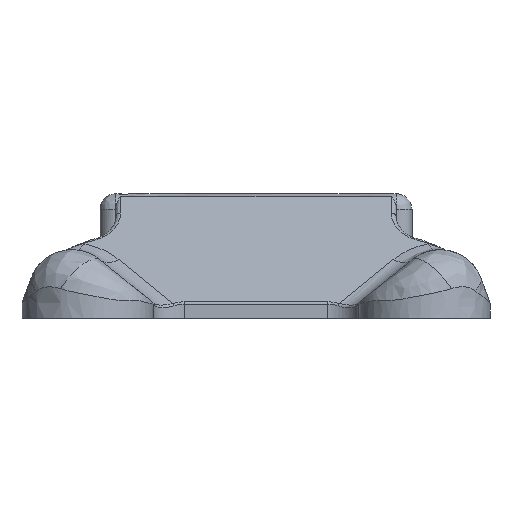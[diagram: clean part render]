
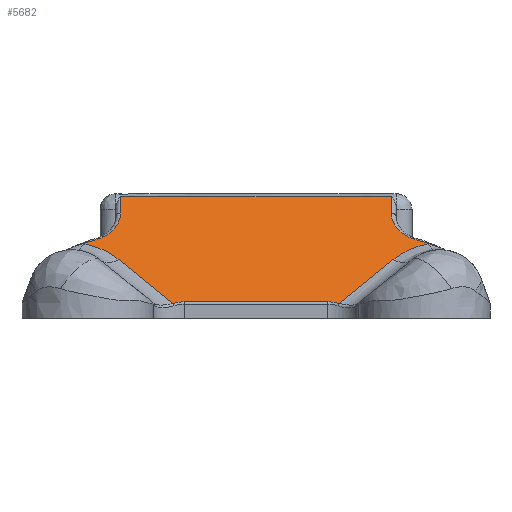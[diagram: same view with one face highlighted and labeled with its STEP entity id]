
A CAD part, front view. The second image highlights one B-rep face of the part: STEP entity #5682.
In plain terms, the highlighted free-form (B-spline) face has degree [1, 1] with [2, 2] control points.
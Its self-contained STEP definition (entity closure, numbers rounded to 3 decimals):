
#3096=CARTESIAN_POINT('',(21.936,-19.159,9.384));
#3097=VERTEX_POINT('',#3096);
#3128=CARTESIAN_POINT('',(27.757,-15.89,11.93));
#3129=VERTEX_POINT('',#3128);
#3143=CARTESIAN_POINT('',(21.936,-19.159,9.384));
#3144=CARTESIAN_POINT('',(24.497,-16.498,11.456));
#3145=CARTESIAN_POINT('',(27.757,-15.89,11.93));
#3153=(BOUNDED_CURVE()B_SPLINE_CURVE(2,(#3143,#3144,#3145),.UNSPECIFIED.,.F.,.U.)CURVE()GEOMETRIC_REPRESENTATION_ITEM()QUASI_UNIFORM_CURVE()RATIONAL_B_SPLINE_CURVE((1.0,0.964,1.0))REPRESENTATION_ITEM(''));
#3154=EDGE_CURVE('',#3097,#3129,#3153,.T.);
#3173=CARTESIAN_POINT('',(13.316,-28.115,2.41));
#3174=VERTEX_POINT('',#3173);
#3175=CARTESIAN_POINT('',(13.316,-28.115,2.41));
#3176=CARTESIAN_POINT('',(21.936,-19.159,9.384));
#3177=QUASI_UNIFORM_CURVE('',1,(#3175,#3176),.UNSPECIFIED.,.F.,.U.);
#3178=EDGE_CURVE('',#3174,#3097,#3177,.T.);
#3245=CARTESIAN_POINT('',(-21.936,-19.159,9.384));
#3246=VERTEX_POINT('',#3245);
#3260=CARTESIAN_POINT('',(-27.757,-15.89,11.93));
#3261=VERTEX_POINT('',#3260);
#3262=CARTESIAN_POINT('',(-27.757,-15.89,11.93));
#3263=CARTESIAN_POINT('',(-24.497,-16.498,11.456));
#3264=CARTESIAN_POINT('',(-21.936,-19.159,9.384));
#3272=(BOUNDED_CURVE()B_SPLINE_CURVE(2,(#3262,#3263,#3264),.UNSPECIFIED.,.F.,.U.)CURVE()GEOMETRIC_REPRESENTATION_ITEM()QUASI_UNIFORM_CURVE()RATIONAL_B_SPLINE_CURVE((1.0,0.964,1.0))REPRESENTATION_ITEM(''));
#3273=EDGE_CURVE('',#3261,#3246,#3272,.T.);
#3327=CARTESIAN_POINT('',(-13.316,-28.115,2.41));
#3328=VERTEX_POINT('',#3327);
#3356=CARTESIAN_POINT('',(-21.936,-19.159,9.384));
#3357=CARTESIAN_POINT('',(-13.316,-28.115,2.41));
#3358=QUASI_UNIFORM_CURVE('',1,(#3356,#3357),.UNSPECIFIED.,.F.,.U.);
#3359=EDGE_CURVE('',#3246,#3328,#3358,.T.);
#5557=CARTESIAN_POINT('',(30.53,-29.21,1.558));
#5558=CARTESIAN_POINT('',(30.53,-5.109,20.325));
#5559=CARTESIAN_POINT('',(-30.53,-29.21,1.558));
#5560=CARTESIAN_POINT('',(-30.53,-5.109,20.325));
#5561=B_SPLINE_SURFACE_WITH_KNOTS('',1,1,((#5557,#5559),(#5558,#5560)),.UNSPECIFIED.,.F.,.F.,.U.,(2,2),(2,2),(0.0,30.546),(0.0,61.059),.UNSPECIFIED.);
#5562=ORIENTED_EDGE('',*,*,#3359,.T.);
#5563=CARTESIAN_POINT('',(-11.5,-27.807,2.65));
#5564=VERTEX_POINT('',#5563);
#5565=CARTESIAN_POINT('',(-13.316,-28.115,2.41));
#5566=CARTESIAN_POINT('',(-12.434,-27.807,2.65));
#5567=CARTESIAN_POINT('',(-11.5,-27.807,2.65));
#5575=(BOUNDED_CURVE()B_SPLINE_CURVE(2,(#5565,#5566,#5567),.UNSPECIFIED.,.F.,.U.)CURVE()GEOMETRIC_REPRESENTATION_ITEM()QUASI_UNIFORM_CURVE()RATIONAL_B_SPLINE_CURVE((1.0,0.986,1.0))REPRESENTATION_ITEM(''));
#5576=EDGE_CURVE('',#3328,#5564,#5575,.T.);
#5577=ORIENTED_EDGE('',*,*,#5576,.T.);
#5578=CARTESIAN_POINT('',(11.5,-27.807,2.65));
#5579=VERTEX_POINT('',#5578);
#5580=CARTESIAN_POINT('',(-11.5,-27.807,2.65));
#5581=CARTESIAN_POINT('',(11.5,-27.807,2.65));
#5582=QUASI_UNIFORM_CURVE('',1,(#5580,#5581),.UNSPECIFIED.,.F.,.U.);
#5583=EDGE_CURVE('',#5564,#5579,#5582,.T.);
#5584=ORIENTED_EDGE('',*,*,#5583,.T.);
#5585=CARTESIAN_POINT('',(11.5,-27.807,2.65));
#5586=CARTESIAN_POINT('',(12.434,-27.807,2.65));
#5587=CARTESIAN_POINT('',(13.316,-28.115,2.41));
#5595=(BOUNDED_CURVE()B_SPLINE_CURVE(2,(#5585,#5586,#5587),.UNSPECIFIED.,.F.,.U.)CURVE()GEOMETRIC_REPRESENTATION_ITEM()QUASI_UNIFORM_CURVE()RATIONAL_B_SPLINE_CURVE((1.0,0.986,1.0))REPRESENTATION_ITEM(''));
#5596=EDGE_CURVE('',#5579,#3174,#5595,.T.);
#5597=ORIENTED_EDGE('',*,*,#5596,.T.);
#5598=ORIENTED_EDGE('',*,*,#3178,.T.);
#5599=ORIENTED_EDGE('',*,*,#3154,.T.);
#5600=CARTESIAN_POINT('',(25.655,-15.015,12.611));
#5601=VERTEX_POINT('',#5600);
#5602=CARTESIAN_POINT('',(27.757,-15.89,11.93));
#5603=CARTESIAN_POINT('',(26.736,-15.378,12.328));
#5604=CARTESIAN_POINT('',(25.655,-15.015,12.611));
#5612=(BOUNDED_CURVE()B_SPLINE_CURVE(2,(#5602,#5603,#5604),.UNSPECIFIED.,.F.,.U.)CURVE()GEOMETRIC_REPRESENTATION_ITEM()QUASI_UNIFORM_CURVE()RATIONAL_B_SPLINE_CURVE((1.0,0.998,1.0))REPRESENTATION_ITEM(''));
#5613=EDGE_CURVE('',#3129,#5601,#5612,.T.);
#5614=ORIENTED_EDGE('',*,*,#5613,.T.);
#5615=CARTESIAN_POINT('',(21.7,-9.517,16.892));
#5616=VERTEX_POINT('',#5615);
#5617=CARTESIAN_POINT('',(25.655,-15.015,12.611));
#5618=CARTESIAN_POINT('',(21.7,-13.688,13.644));
#5619=CARTESIAN_POINT('',(21.7,-9.517,16.892));
#5627=(BOUNDED_CURVE()B_SPLINE_CURVE(2,(#5617,#5618,#5619),.UNSPECIFIED.,.F.,.U.)CURVE()GEOMETRIC_REPRESENTATION_ITEM()QUASI_UNIFORM_CURVE()RATIONAL_B_SPLINE_CURVE((1.0,0.812,1.0))REPRESENTATION_ITEM(''));
#5628=EDGE_CURVE('',#5601,#5616,#5627,.T.);
#5629=ORIENTED_EDGE('',*,*,#5628,.T.);
#5630=CARTESIAN_POINT('',(21.7,-6.203,19.473));
#5631=VERTEX_POINT('',#5630);
#5632=CARTESIAN_POINT('',(21.7,-9.517,16.892));
#5633=CARTESIAN_POINT('',(21.7,-6.203,19.473));
#5634=QUASI_UNIFORM_CURVE('',1,(#5632,#5633),.UNSPECIFIED.,.F.,.U.);
#5635=EDGE_CURVE('',#5616,#5631,#5634,.T.);
#5636=ORIENTED_EDGE('',*,*,#5635,.T.);
#5637=CARTESIAN_POINT('',(-21.7,-6.203,19.473));
#5638=VERTEX_POINT('',#5637);
#5639=CARTESIAN_POINT('',(21.7,-6.203,19.473));
#5640=CARTESIAN_POINT('',(-21.7,-6.203,19.473));
#5641=QUASI_UNIFORM_CURVE('',1,(#5639,#5640),.UNSPECIFIED.,.F.,.U.);
#5642=EDGE_CURVE('',#5631,#5638,#5641,.T.);
#5643=ORIENTED_EDGE('',*,*,#5642,.T.);
#5644=CARTESIAN_POINT('',(-21.7,-9.517,16.892));
#5645=VERTEX_POINT('',#5644);
#5646=CARTESIAN_POINT('',(-21.7,-6.203,19.473));
#5647=CARTESIAN_POINT('',(-21.7,-9.517,16.892));
#5648=QUASI_UNIFORM_CURVE('',1,(#5646,#5647),.UNSPECIFIED.,.F.,.U.);
#5649=EDGE_CURVE('',#5638,#5645,#5648,.T.);
#5650=ORIENTED_EDGE('',*,*,#5649,.T.);
#5651=CARTESIAN_POINT('',(-25.655,-15.015,12.611));
#5652=VERTEX_POINT('',#5651);
#5653=CARTESIAN_POINT('',(-21.7,-9.517,16.892));
#5654=CARTESIAN_POINT('',(-21.7,-13.688,13.644));
#5655=CARTESIAN_POINT('',(-25.655,-15.015,12.611));
#5663=(BOUNDED_CURVE()B_SPLINE_CURVE(2,(#5653,#5654,#5655),.UNSPECIFIED.,.F.,.U.)CURVE()GEOMETRIC_REPRESENTATION_ITEM()QUASI_UNIFORM_CURVE()RATIONAL_B_SPLINE_CURVE((1.0,0.812,1.0))REPRESENTATION_ITEM(''));
#5664=EDGE_CURVE('',#5645,#5652,#5663,.T.);
#5665=ORIENTED_EDGE('',*,*,#5664,.T.);
#5666=CARTESIAN_POINT('',(-25.655,-15.015,12.611));
#5667=CARTESIAN_POINT('',(-26.736,-15.378,12.328));
#5668=CARTESIAN_POINT('',(-27.757,-15.89,11.93));
#5676=(BOUNDED_CURVE()B_SPLINE_CURVE(2,(#5666,#5667,#5668),.UNSPECIFIED.,.F.,.U.)CURVE()GEOMETRIC_REPRESENTATION_ITEM()QUASI_UNIFORM_CURVE()RATIONAL_B_SPLINE_CURVE((1.0,0.998,1.0))REPRESENTATION_ITEM(''));
#5677=EDGE_CURVE('',#5652,#3261,#5676,.T.);
#5678=ORIENTED_EDGE('',*,*,#5677,.T.);
#5679=ORIENTED_EDGE('',*,*,#3273,.T.);
#5680=EDGE_LOOP('',(#5562,#5577,#5584,#5597,#5598,#5599,#5614,#5629,#5636,#5643,#5650,#5665,#5678,#5679));
#5681=FACE_OUTER_BOUND('',#5680,.T.);
#5682=ADVANCED_FACE('',(#5681),#5561,.T.);
